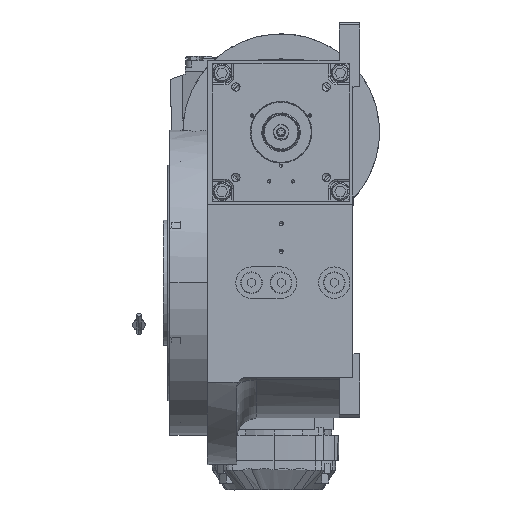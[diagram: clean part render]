
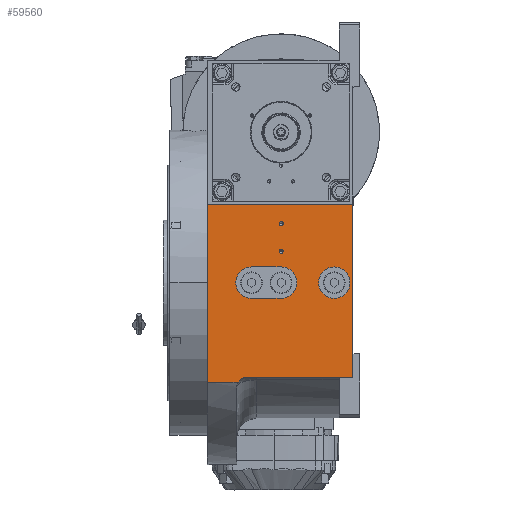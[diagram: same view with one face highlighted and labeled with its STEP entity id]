
A CAD part, left-side view. The second image highlights one B-rep face of the part: STEP entity #59560.
In plain terms, the highlighted planar face has unit normal (-1, 0, 0).
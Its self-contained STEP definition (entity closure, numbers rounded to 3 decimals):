
#801 = EDGE_LOOP ( 'NONE', ( #47955, #90804 ) ) ;
#1329 = DIRECTION ( 'NONE',  ( 0., 1., 0. ) ) ;
#2919 = AXIS2_PLACEMENT_3D ( 'NONE', #26007, #41162, #40134 ) ;
#3103 = AXIS2_PLACEMENT_3D ( 'NONE', #75732, #45383, #92839 ) ;
#5022 = PLANE ( 'NONE',  #82702 ) ;
#6228 = DIRECTION ( 'NONE',  ( 0., -1., 0. ) ) ;
#6552 = VERTEX_POINT ( 'NONE', #52752 ) ;
#6570 = FACE_OUTER_BOUND ( 'NONE', #91904, .T. ) ;
#6975 = LINE ( 'NONE', #101980, #97739 ) ;
#7491 = AXIS2_PLACEMENT_3D ( 'NONE', #42667, #74555, #52064 ) ;
#7745 = ORIENTED_EDGE ( 'NONE', *, *, #66986, .T. ) ;
#9681 = LINE ( 'NONE', #41019, #89022 ) ;
#11680 = ORIENTED_EDGE ( 'NONE', *, *, #85712, .T. ) ;
#11939 = CARTESIAN_POINT ( 'NONE',  ( -155., -73., -96. ) ) ;
#12918 = CARTESIAN_POINT ( 'NONE',  ( -155., 2.1, 32. ) ) ;
#14936 = EDGE_CURVE ( 'NONE', #64312, #61754, #40475, .T. ) ;
#15199 = CARTESIAN_POINT ( 'NONE',  ( -155., -2.1, 32. ) ) ;
#16341 = VERTEX_POINT ( 'NONE', #54319 ) ;
#16367 = DIRECTION ( 'NONE',  ( 0., 0., 1. ) ) ;
#17760 = EDGE_CURVE ( 'NONE', #16341, #69146, #74658, .T. ) ;
#18172 = EDGE_CURVE ( 'NONE', #6552, #78934, #26457, .T. ) ;
#18699 = VECTOR ( 'NONE', #43789, 1000. ) ;
#18787 = AXIS2_PLACEMENT_3D ( 'NONE', #82024, #89325, #59946 ) ;
#19050 = CARTESIAN_POINT ( 'NONE',  ( -155., -54., 0. ) ) ;
#19079 = CARTESIAN_POINT ( 'NONE',  ( -155., 75., -100.995 ) ) ;
#19459 = ORIENTED_EDGE ( 'NONE', *, *, #69846, .F. ) ;
#20061 = DIRECTION ( 'NONE',  ( 0., 1., 0. ) ) ;
#21156 = CARTESIAN_POINT ( 'NONE',  ( -155., 35., -96. ) ) ;
#21720 = DIRECTION ( 'NONE',  ( 0., 0., 1. ) ) ;
#23150 = CARTESIAN_POINT ( 'NONE',  ( -155., 75., -100.995 ) ) ;
#24829 = ORIENTED_EDGE ( 'NONE', *, *, #79197, .F. ) ;
#25586 = VERTEX_POINT ( 'NONE', #30968 ) ;
#26007 = CARTESIAN_POINT ( 'NONE',  ( -155., -54., 0. ) ) ;
#26457 = LINE ( 'NONE', #49477, #33748 ) ;
#26879 = AXIS2_PLACEMENT_3D ( 'NONE', #64477, #39929, #88437 ) ;
#26970 = ORIENTED_EDGE ( 'NONE', *, *, #62840, .T. ) ;
#28037 = CARTESIAN_POINT ( 'NONE',  ( -155., -73., 80. ) ) ;
#28131 = VERTEX_POINT ( 'NONE', #33288 ) ;
#28965 = AXIS2_PLACEMENT_3D ( 'NONE', #19050, #91062, #20061 ) ;
#29272 = DIRECTION ( 'NONE',  ( 0., 0.866, 0.5 ) ) ;
#29552 = ORIENTED_EDGE ( 'NONE', *, *, #17760, .T. ) ;
#30061 = ORIENTED_EDGE ( 'NONE', *, *, #76996, .T. ) ;
#30968 = CARTESIAN_POINT ( 'NONE',  ( -155., -2.1, 60. ) ) ;
#33288 = CARTESIAN_POINT ( 'NONE',  ( -155., 2.1, 60. ) ) ;
#33748 = VECTOR ( 'NONE', #43151, 1000. ) ;
#34573 = DIRECTION ( 'NONE',  ( 0., -1., 0. ) ) ;
#37623 = CIRCLE ( 'NONE', #92637, 16. ) ;
#38144 = EDGE_CURVE ( 'NONE', #92477, #77346, #86473, .T. ) ;
#38436 = DIRECTION ( 'NONE',  ( -1., 0., 0. ) ) ;
#39724 = ORIENTED_EDGE ( 'NONE', *, *, #70180, .F. ) ;
#39929 = DIRECTION ( 'NONE',  ( 1., 0., 0. ) ) ;
#40134 = DIRECTION ( 'NONE',  ( 0., -1., 0. ) ) ;
#40475 = CIRCLE ( 'NONE', #18787, 2.1 ) ;
#41019 = CARTESIAN_POINT ( 'NONE',  ( -155., -73., 80. ) ) ;
#41162 = DIRECTION ( 'NONE',  ( -1., 0., 0. ) ) ;
#42020 = VERTEX_POINT ( 'NONE', #91265 ) ;
#42667 = CARTESIAN_POINT ( 'NONE',  ( -155., 0., 32. ) ) ;
#43151 = DIRECTION ( 'NONE',  ( 0., 1., 0. ) ) ;
#43789 = DIRECTION ( 'NONE',  ( 0., 0., 1. ) ) ;
#44945 = VERTEX_POINT ( 'NONE', #21156 ) ;
#45383 = DIRECTION ( 'NONE',  ( -1., 0., 0. ) ) ;
#46278 = FACE_BOUND ( 'NONE', #77343, .T. ) ;
#46654 = VERTEX_POINT ( 'NONE', #100483 ) ;
#46784 = FACE_BOUND ( 'NONE', #72355, .T. ) ;
#47955 = ORIENTED_EDGE ( 'NONE', *, *, #58593, .T. ) ;
#48774 = CARTESIAN_POINT ( 'NONE',  ( -155., -73., -96. ) ) ;
#49477 = CARTESIAN_POINT ( 'NONE',  ( -155., 43.657, -100.995 ) ) ;
#52064 = DIRECTION ( 'NONE',  ( 0., 1., 0. ) ) ;
#52752 = CARTESIAN_POINT ( 'NONE',  ( -155., 43.657, -100.995 ) ) ;
#53453 = ORIENTED_EDGE ( 'NONE', *, *, #57139, .F. ) ;
#54299 = CARTESIAN_POINT ( 'NONE',  ( -155., 30., -16. ) ) ;
#54319 = CARTESIAN_POINT ( 'NONE',  ( -155., -73., -96. ) ) ;
#57139 = EDGE_CURVE ( 'NONE', #96032, #92477, #77783, .T. ) ;
#58593 = EDGE_CURVE ( 'NONE', #61754, #64312, #70807, .T. ) ;
#59009 = ORIENTED_EDGE ( 'NONE', *, *, #38144, .F. ) ;
#59157 = ORIENTED_EDGE ( 'NONE', *, *, #103004, .F. ) ;
#59399 = AXIS2_PLACEMENT_3D ( 'NONE', #95655, #87840, #34573 ) ;
#59560 = ADVANCED_FACE ( 'NONE', ( #46784, #69798, #101582, #46278, #6570 ), #5022, .T. ) ;
#59946 = DIRECTION ( 'NONE',  ( 0., -1., 0. ) ) ;
#61314 = DIRECTION ( 'NONE',  ( -1., 0., 0. ) ) ;
#61754 = VERTEX_POINT ( 'NONE', #12918 ) ;
#62840 = EDGE_CURVE ( 'NONE', #28131, #25586, #71937, .T. ) ;
#63258 = CARTESIAN_POINT ( 'NONE',  ( -155., -70., 0. ) ) ;
#64312 = VERTEX_POINT ( 'NONE', #15199 ) ;
#64477 = CARTESIAN_POINT ( 'NONE',  ( -155., 0., 60. ) ) ;
#64942 = LINE ( 'NONE', #23150, #86232 ) ;
#64978 = CIRCLE ( 'NONE', #78287, 10. ) ;
#65352 = ORIENTED_EDGE ( 'NONE', *, *, #18172, .F. ) ;
#66986 = EDGE_CURVE ( 'NONE', #25586, #28131, #77718, .T. ) ;
#67237 = VECTOR ( 'NONE', #6228, 1000. ) ;
#68719 = CARTESIAN_POINT ( 'NONE',  ( -155., 30., -16. ) ) ;
#69146 = VERTEX_POINT ( 'NONE', #28037 ) ;
#69798 = FACE_BOUND ( 'NONE', #86892, .T. ) ;
#69846 = EDGE_CURVE ( 'NONE', #78934, #100468, #64942, .T. ) ;
#70180 = EDGE_CURVE ( 'NONE', #89386, #46654, #71405, .T. ) ;
#70272 = ORIENTED_EDGE ( 'NONE', *, *, #75993, .F. ) ;
#70807 = CIRCLE ( 'NONE', #7491, 2.1 ) ;
#71405 = CIRCLE ( 'NONE', #2919, 16. ) ;
#71937 = CIRCLE ( 'NONE', #26879, 2.1 ) ;
#72355 = EDGE_LOOP ( 'NONE', ( #24829, #59009, #53453, #59157 ) ) ;
#72820 = LINE ( 'NONE', #48774, #86382 ) ;
#74555 = DIRECTION ( 'NONE',  ( 1., 0., 0. ) ) ;
#74658 = LINE ( 'NONE', #11939, #18699 ) ;
#75732 = CARTESIAN_POINT ( 'NONE',  ( -155., 0., 0. ) ) ;
#75993 = EDGE_CURVE ( 'NONE', #46654, #89386, #87312, .T. ) ;
#76996 = EDGE_CURVE ( 'NONE', #69146, #100468, #9681, .T. ) ;
#77343 = EDGE_LOOP ( 'NONE', ( #26970, #7745 ) ) ;
#77346 = VERTEX_POINT ( 'NONE', #80074 ) ;
#77718 = CIRCLE ( 'NONE', #59399, 2.1 ) ;
#77783 = LINE ( 'NONE', #54299, #67237 ) ;
#78287 = AXIS2_PLACEMENT_3D ( 'NONE', #85091, #86644, #29272 ) ;
#78934 = VERTEX_POINT ( 'NONE', #19079 ) ;
#79197 = EDGE_CURVE ( 'NONE', #77346, #42020, #6975, .T. ) ;
#80074 = CARTESIAN_POINT ( 'NONE',  ( -155., 0., 16. ) ) ;
#81203 = CARTESIAN_POINT ( 'NONE',  ( -155., 75., 80. ) ) ;
#81519 = EDGE_CURVE ( 'NONE', #16341, #44945, #72820, .T. ) ;
#81630 = DIRECTION ( 'NONE',  ( 0., 1., 0. ) ) ;
#82024 = CARTESIAN_POINT ( 'NONE',  ( -155., 0., 32. ) ) ;
#82281 = CARTESIAN_POINT ( 'NONE',  ( -155., 0., -16. ) ) ;
#82702 = AXIS2_PLACEMENT_3D ( 'NONE', #92202, #38436, #21720 ) ;
#85091 = CARTESIAN_POINT ( 'NONE',  ( -155., 35., -106. ) ) ;
#85712 = EDGE_CURVE ( 'NONE', #6552, #44945, #64978, .T. ) ;
#85809 = DIRECTION ( 'NONE',  ( 0., 0., 1. ) ) ;
#86232 = VECTOR ( 'NONE', #16367, 1000. ) ;
#86382 = VECTOR ( 'NONE', #81630, 1000. ) ;
#86473 = CIRCLE ( 'NONE', #3103, 16. ) ;
#86644 = DIRECTION ( 'NONE',  ( 1., 0., 0. ) ) ;
#86660 = ORIENTED_EDGE ( 'NONE', *, *, #81519, .F. ) ;
#86892 = EDGE_LOOP ( 'NONE', ( #39724, #70272 ) ) ;
#87312 = CIRCLE ( 'NONE', #28965, 16. ) ;
#87840 = DIRECTION ( 'NONE',  ( 1., 0., 0. ) ) ;
#88437 = DIRECTION ( 'NONE',  ( 0., 1., 0. ) ) ;
#89022 = VECTOR ( 'NONE', #1329, 1000. ) ;
#89325 = DIRECTION ( 'NONE',  ( 1., 0., 0. ) ) ;
#89386 = VERTEX_POINT ( 'NONE', #63258 ) ;
#90804 = ORIENTED_EDGE ( 'NONE', *, *, #14936, .T. ) ;
#91062 = DIRECTION ( 'NONE',  ( -1., 0., 0. ) ) ;
#91265 = CARTESIAN_POINT ( 'NONE',  ( -155., 30., 16. ) ) ;
#91904 = EDGE_LOOP ( 'NONE', ( #29552, #30061, #19459, #65352, #11680, #86660 ) ) ;
#92202 = CARTESIAN_POINT ( 'NONE',  ( -155., -73., -100.995 ) ) ;
#92477 = VERTEX_POINT ( 'NONE', #82281 ) ;
#92637 = AXIS2_PLACEMENT_3D ( 'NONE', #103040, #61314, #85809 ) ;
#92839 = DIRECTION ( 'NONE',  ( 0., 0., -1. ) ) ;
#94123 = DIRECTION ( 'NONE',  ( 0., 1., 0. ) ) ;
#95655 = CARTESIAN_POINT ( 'NONE',  ( -155., 0., 60. ) ) ;
#96032 = VERTEX_POINT ( 'NONE', #68719 ) ;
#97739 = VECTOR ( 'NONE', #94123, 1000. ) ;
#100468 = VERTEX_POINT ( 'NONE', #81203 ) ;
#100483 = CARTESIAN_POINT ( 'NONE',  ( -155., -38., 0. ) ) ;
#101582 = FACE_BOUND ( 'NONE', #801, .T. ) ;
#101980 = CARTESIAN_POINT ( 'NONE',  ( -155., 0., 16. ) ) ;
#103004 = EDGE_CURVE ( 'NONE', #42020, #96032, #37623, .T. ) ;
#103040 = CARTESIAN_POINT ( 'NONE',  ( -155., 30., 0. ) ) ;
